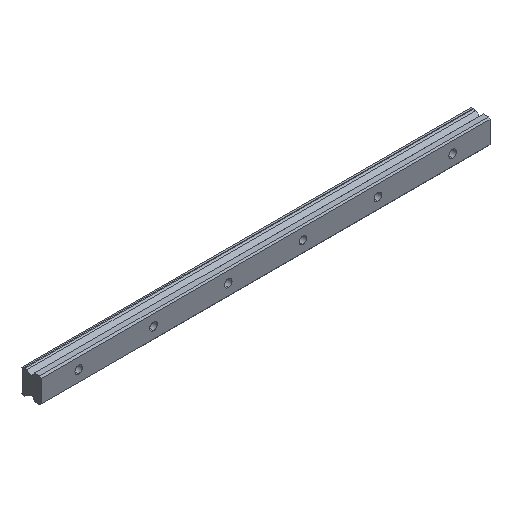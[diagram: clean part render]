
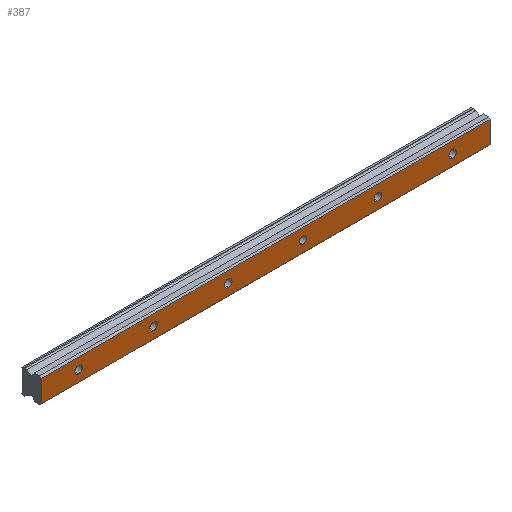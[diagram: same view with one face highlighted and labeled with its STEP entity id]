
A CAD part, isometric view. The second image highlights one B-rep face of the part: STEP entity #387.
In plain terms, the highlighted planar face has unit normal (0, -1, 0).
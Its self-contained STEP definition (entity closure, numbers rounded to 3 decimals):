
#3 = FACE_BOUND ( 'NONE', #807, .T. ) ;
#25 = FACE_BOUND ( 'NONE', #696, .T. ) ;
#51 = VECTOR ( 'NONE', #528, 1000. ) ;
#57 = DIRECTION ( 'NONE',  ( 0., -1., 0. ) ) ;
#88 = AXIS2_PLACEMENT_3D ( 'NONE', #1112, #1715, #958 ) ;
#102 = VERTEX_POINT ( 'NONE', #1499 ) ;
#161 = FACE_BOUND ( 'NONE', #1697, .T. ) ;
#186 = CARTESIAN_POINT ( 'NONE',  ( 0., 0., -3. ) ) ;
#197 = CARTESIAN_POINT ( 'NONE',  ( 60., 0., 0. ) ) ;
#198 = AXIS2_PLACEMENT_3D ( 'NONE', #1587, #288, #1161 ) ;
#208 = CARTESIAN_POINT ( 'NONE',  ( 60., 0., 0. ) ) ;
#215 = DIRECTION ( 'NONE',  ( 0., 0., 1. ) ) ;
#232 = AXIS2_PLACEMENT_3D ( 'NONE', #802, #532, #384 ) ;
#235 = EDGE_LOOP ( 'NONE', ( #924, #647 ) ) ;
#252 = EDGE_CURVE ( 'NONE', #1488, #569, #401, .T. ) ;
#253 = VECTOR ( 'NONE', #555, 1000. ) ;
#259 = CARTESIAN_POINT ( 'NONE',  ( 330., 0., 8.82 ) ) ;
#287 = CARTESIAN_POINT ( 'NONE',  ( 120., 0., 3. ) ) ;
#288 = DIRECTION ( 'NONE',  ( 0., -1., 0. ) ) ;
#306 = CARTESIAN_POINT ( 'NONE',  ( 240., 0., -3. ) ) ;
#319 = ORIENTED_EDGE ( 'NONE', *, *, #252, .F. ) ;
#333 = VERTEX_POINT ( 'NONE', #966 ) ;
#384 = DIRECTION ( 'NONE',  ( 0., 0., 1. ) ) ;
#385 = ORIENTED_EDGE ( 'NONE', *, *, #1553, .F. ) ;
#387 = ADVANCED_FACE ( 'NONE', ( #876, #1454, #161, #25, #3, #1147, #1159 ), #1732, .F. ) ;
#399 = ORIENTED_EDGE ( 'NONE', *, *, #1511, .F. ) ;
#401 = LINE ( 'NONE', #1136, #253 ) ;
#432 = DIRECTION ( 'NONE',  ( 0., 0., 1. ) ) ;
#444 = CARTESIAN_POINT ( 'NONE',  ( 120., 0., 0. ) ) ;
#445 = DIRECTION ( 'NONE',  ( 0., 0., 1. ) ) ;
#456 = DIRECTION ( 'NONE',  ( 0., -1., 0. ) ) ;
#475 = EDGE_CURVE ( 'NONE', #691, #552, #1568, .T. ) ;
#476 = VERTEX_POINT ( 'NONE', #186 ) ;
#483 = LINE ( 'NONE', #915, #659 ) ;
#494 = DIRECTION ( 'NONE',  ( -1., 0., 0. ) ) ;
#514 = DIRECTION ( 'NONE',  ( 0., 0., 1. ) ) ;
#528 = DIRECTION ( 'NONE',  ( 1., 0., 0. ) ) ;
#532 = DIRECTION ( 'NONE',  ( 0., -1., 0. ) ) ;
#538 = CARTESIAN_POINT ( 'NONE',  ( 300., 0., -3. ) ) ;
#543 = VERTEX_POINT ( 'NONE', #1350 ) ;
#552 = VERTEX_POINT ( 'NONE', #1519 ) ;
#555 = DIRECTION ( 'NONE',  ( 0., 0., 1. ) ) ;
#566 = DIRECTION ( 'NONE',  ( 0., 0., 1. ) ) ;
#569 = VERTEX_POINT ( 'NONE', #1642 ) ;
#571 = CIRCLE ( 'NONE', #1579, 3. ) ;
#593 = VERTEX_POINT ( 'NONE', #1651 ) ;
#594 = AXIS2_PLACEMENT_3D ( 'NONE', #796, #1398, #950 ) ;
#613 = CIRCLE ( 'NONE', #1673, 3. ) ;
#621 = EDGE_LOOP ( 'NONE', ( #1603, #1402, #733, #319 ) ) ;
#647 = ORIENTED_EDGE ( 'NONE', *, *, #912, .F. ) ;
#652 = CARTESIAN_POINT ( 'NONE',  ( 330., 0., 8.82 ) ) ;
#659 = VECTOR ( 'NONE', #494, 1000. ) ;
#675 = CIRCLE ( 'NONE', #1794, 3. ) ;
#688 = AXIS2_PLACEMENT_3D ( 'NONE', #1295, #456, #445 ) ;
#691 = VERTEX_POINT ( 'NONE', #538 ) ;
#696 = EDGE_LOOP ( 'NONE', ( #1614, #864 ) ) ;
#706 = CIRCLE ( 'NONE', #1679, 3. ) ;
#733 = ORIENTED_EDGE ( 'NONE', *, *, #782, .F. ) ;
#737 = CARTESIAN_POINT ( 'NONE',  ( 330., 0., 8.82 ) ) ;
#782 = EDGE_CURVE ( 'NONE', #569, #964, #1551, .T. ) ;
#796 = CARTESIAN_POINT ( 'NONE',  ( 180., 0., 0. ) ) ;
#797 = ORIENTED_EDGE ( 'NONE', *, *, #1032, .F. ) ;
#802 = CARTESIAN_POINT ( 'NONE',  ( 0., 0., 0. ) ) ;
#804 = VERTEX_POINT ( 'NONE', #946 ) ;
#807 = EDGE_LOOP ( 'NONE', ( #1092, #1580 ) ) ;
#815 = CIRCLE ( 'NONE', #88, 3. ) ;
#831 = CARTESIAN_POINT ( 'NONE',  ( 300., 0., 0. ) ) ;
#832 = CARTESIAN_POINT ( 'NONE',  ( 60., 0., 3. ) ) ;
#864 = ORIENTED_EDGE ( 'NONE', *, *, #1044, .F. ) ;
#871 = VERTEX_POINT ( 'NONE', #1004 ) ;
#876 = FACE_OUTER_BOUND ( 'NONE', #621, .T. ) ;
#877 = DIRECTION ( 'NONE',  ( 0., 0., -1. ) ) ;
#896 = ORIENTED_EDGE ( 'NONE', *, *, #1059, .F. ) ;
#899 = AXIS2_PLACEMENT_3D ( 'NONE', #1066, #1509, #215 ) ;
#901 = DIRECTION ( 'NONE',  ( 0., -1., 0. ) ) ;
#912 = EDGE_CURVE ( 'NONE', #543, #1401, #706, .T. ) ;
#915 = CARTESIAN_POINT ( 'NONE',  ( 330., 0., -8.82 ) ) ;
#916 = DIRECTION ( 'NONE',  ( 0., 0., 1. ) ) ;
#924 = ORIENTED_EDGE ( 'NONE', *, *, #1863, .F. ) ;
#946 = CARTESIAN_POINT ( 'NONE',  ( 120., 0., -3. ) ) ;
#950 = DIRECTION ( 'NONE',  ( 0., 0., 1. ) ) ;
#958 = DIRECTION ( 'NONE',  ( 0., 0., 1. ) ) ;
#964 = VERTEX_POINT ( 'NONE', #652 ) ;
#966 = CARTESIAN_POINT ( 'NONE',  ( 240., 0., 3. ) ) ;
#1004 = CARTESIAN_POINT ( 'NONE',  ( 180., 0., 3. ) ) ;
#1029 = ORIENTED_EDGE ( 'NONE', *, *, #475, .F. ) ;
#1032 = EDGE_CURVE ( 'NONE', #1282, #804, #1812, .T. ) ;
#1036 = EDGE_CURVE ( 'NONE', #102, #1488, #483, .T. ) ;
#1044 = EDGE_CURVE ( 'NONE', #1239, #333, #1782, .T. ) ;
#1059 = EDGE_CURVE ( 'NONE', #552, #691, #571, .T. ) ;
#1066 = CARTESIAN_POINT ( 'NONE',  ( 240., 0., 0. ) ) ;
#1083 = DIRECTION ( 'NONE',  ( 0., 0., 1. ) ) ;
#1092 = ORIENTED_EDGE ( 'NONE', *, *, #1444, .F. ) ;
#1112 = CARTESIAN_POINT ( 'NONE',  ( 180., 0., 0. ) ) ;
#1121 = DIRECTION ( 'NONE',  ( 0., -1., 0. ) ) ;
#1128 = EDGE_CURVE ( 'NONE', #593, #871, #815, .T. ) ;
#1132 = CIRCLE ( 'NONE', #232, 3. ) ;
#1136 = CARTESIAN_POINT ( 'NONE',  ( -30., 0., 8.82 ) ) ;
#1147 = FACE_BOUND ( 'NONE', #1624, .T. ) ;
#1159 = FACE_BOUND ( 'NONE', #235, .T. ) ;
#1161 = DIRECTION ( 'NONE',  ( 0., 0., 1. ) ) ;
#1190 = ORIENTED_EDGE ( 'NONE', *, *, #1652, .F. ) ;
#1202 = EDGE_CURVE ( 'NONE', #964, #102, #1609, .T. ) ;
#1205 = VECTOR ( 'NONE', #877, 1000. ) ;
#1235 = DIRECTION ( 'NONE',  ( 0., -1., 0. ) ) ;
#1238 = AXIS2_PLACEMENT_3D ( 'NONE', #197, #1346, #916 ) ;
#1239 = VERTEX_POINT ( 'NONE', #306 ) ;
#1270 = EDGE_LOOP ( 'NONE', ( #399, #1190 ) ) ;
#1276 = DIRECTION ( 'NONE',  ( 0., 0., 1. ) ) ;
#1282 = VERTEX_POINT ( 'NONE', #287 ) ;
#1295 = CARTESIAN_POINT ( 'NONE',  ( 300., 0., 0. ) ) ;
#1300 = CIRCLE ( 'NONE', #1238, 3. ) ;
#1303 = CARTESIAN_POINT ( 'NONE',  ( 330., 0., 8.82 ) ) ;
#1309 = CIRCLE ( 'NONE', #198, 3. ) ;
#1346 = DIRECTION ( 'NONE',  ( 0., -1., 0. ) ) ;
#1350 = CARTESIAN_POINT ( 'NONE',  ( 60., 0., -3. ) ) ;
#1398 = DIRECTION ( 'NONE',  ( 0., -1., 0. ) ) ;
#1401 = VERTEX_POINT ( 'NONE', #832 ) ;
#1402 = ORIENTED_EDGE ( 'NONE', *, *, #1202, .F. ) ;
#1405 = CIRCLE ( 'NONE', #594, 3. ) ;
#1410 = AXIS2_PLACEMENT_3D ( 'NONE', #737, #1753, #432 ) ;
#1444 = EDGE_CURVE ( 'NONE', #871, #593, #1405, .T. ) ;
#1451 = AXIS2_PLACEMENT_3D ( 'NONE', #1780, #57, #514 ) ;
#1454 = FACE_BOUND ( 'NONE', #1270, .T. ) ;
#1486 = DIRECTION ( 'NONE',  ( 0., 0., 1. ) ) ;
#1488 = VERTEX_POINT ( 'NONE', #1699 ) ;
#1499 = CARTESIAN_POINT ( 'NONE',  ( 330., 0., -8.82 ) ) ;
#1509 = DIRECTION ( 'NONE',  ( 0., -1., 0. ) ) ;
#1511 = EDGE_CURVE ( 'NONE', #1748, #476, #1132, .T. ) ;
#1519 = CARTESIAN_POINT ( 'NONE',  ( 300., 0., 3. ) ) ;
#1551 = LINE ( 'NONE', #259, #51 ) ;
#1553 = EDGE_CURVE ( 'NONE', #804, #1282, #675, .T. ) ;
#1568 = CIRCLE ( 'NONE', #688, 3. ) ;
#1579 = AXIS2_PLACEMENT_3D ( 'NONE', #831, #1121, #566 ) ;
#1580 = ORIENTED_EDGE ( 'NONE', *, *, #1128, .F. ) ;
#1587 = CARTESIAN_POINT ( 'NONE',  ( 0., 0., 0. ) ) ;
#1603 = ORIENTED_EDGE ( 'NONE', *, *, #1036, .F. ) ;
#1609 = LINE ( 'NONE', #1303, #1205 ) ;
#1614 = ORIENTED_EDGE ( 'NONE', *, *, #1820, .F. ) ;
#1624 = EDGE_LOOP ( 'NONE', ( #797, #385 ) ) ;
#1630 = CARTESIAN_POINT ( 'NONE',  ( 240., 0., 0. ) ) ;
#1642 = CARTESIAN_POINT ( 'NONE',  ( -30., 0., 8.82 ) ) ;
#1651 = CARTESIAN_POINT ( 'NONE',  ( 180., 0., -3. ) ) ;
#1652 = EDGE_CURVE ( 'NONE', #476, #1748, #1309, .T. ) ;
#1673 = AXIS2_PLACEMENT_3D ( 'NONE', #1630, #901, #1486 ) ;
#1679 = AXIS2_PLACEMENT_3D ( 'NONE', #208, #1235, #1083 ) ;
#1697 = EDGE_LOOP ( 'NONE', ( #896, #1029 ) ) ;
#1699 = CARTESIAN_POINT ( 'NONE',  ( -30., 0., -8.82 ) ) ;
#1715 = DIRECTION ( 'NONE',  ( 0., -1., 0. ) ) ;
#1732 = PLANE ( 'NONE',  #1410 ) ;
#1748 = VERTEX_POINT ( 'NONE', #1788 ) ;
#1753 = DIRECTION ( 'NONE',  ( 0., 1., 0. ) ) ;
#1780 = CARTESIAN_POINT ( 'NONE',  ( 120., 0., 0. ) ) ;
#1782 = CIRCLE ( 'NONE', #899, 3. ) ;
#1788 = CARTESIAN_POINT ( 'NONE',  ( 0., 0., 3. ) ) ;
#1794 = AXIS2_PLACEMENT_3D ( 'NONE', #444, #1857, #1276 ) ;
#1812 = CIRCLE ( 'NONE', #1451, 3. ) ;
#1820 = EDGE_CURVE ( 'NONE', #333, #1239, #613, .T. ) ;
#1857 = DIRECTION ( 'NONE',  ( 0., -1., 0. ) ) ;
#1863 = EDGE_CURVE ( 'NONE', #1401, #543, #1300, .T. ) ;
